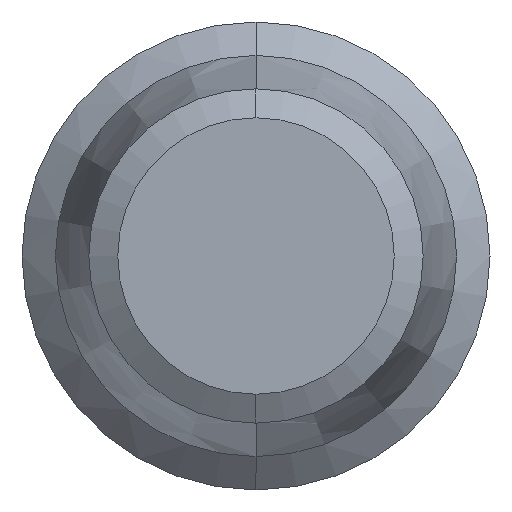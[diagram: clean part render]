
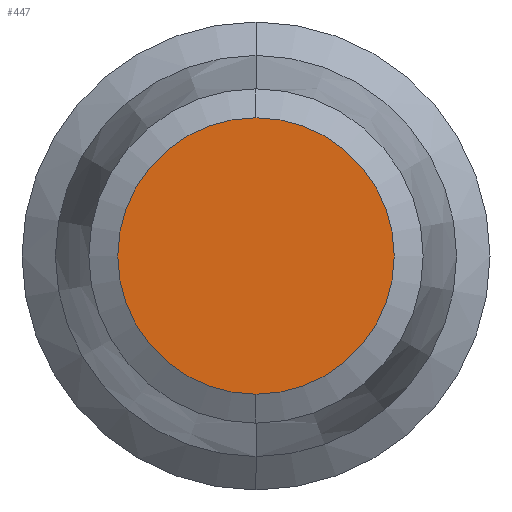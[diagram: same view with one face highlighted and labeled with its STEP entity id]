
A CAD part, front view. The second image highlights one B-rep face of the part: STEP entity #447.
In plain terms, the highlighted planar face has unit normal (0, -1, 0).
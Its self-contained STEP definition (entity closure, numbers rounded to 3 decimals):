
#11 = DIRECTION ( 'NONE',  ( 0., 1., 0. ) ) ;
#42 = AXIS2_PLACEMENT_3D ( 'NONE', #372, #203, #95 ) ;
#63 = EDGE_CURVE ( 'NONE', #146, #431, #338, .T. ) ;
#75 = FACE_OUTER_BOUND ( 'NONE', #712, .T. ) ;
#95 = DIRECTION ( 'NONE',  ( 0., 0., 1. ) ) ;
#135 = PLANE ( 'NONE',  #173 ) ;
#146 = VERTEX_POINT ( 'NONE', #460 ) ;
#169 = ORIENTED_EDGE ( 'NONE', *, *, #63, .F. ) ;
#173 = AXIS2_PLACEMENT_3D ( 'NONE', #620, #407, #234 ) ;
#189 = CARTESIAN_POINT ( 'NONE',  ( 0., -3.56, 0. ) ) ;
#203 = DIRECTION ( 'NONE',  ( 0., 1., 0. ) ) ;
#234 = DIRECTION ( 'NONE',  ( 0., 0., 1. ) ) ;
#298 = DIRECTION ( 'NONE',  ( 0., 0., 1. ) ) ;
#338 = CIRCLE ( 'NONE', #544, 0.413 ) ;
#372 = CARTESIAN_POINT ( 'NONE',  ( 0., -3.56, 0. ) ) ;
#407 = DIRECTION ( 'NONE',  ( 0., 1., 0. ) ) ;
#431 = VERTEX_POINT ( 'NONE', #617 ) ;
#434 = CIRCLE ( 'NONE', #42, 0.413 ) ;
#447 = ADVANCED_FACE ( 'NONE', ( #75 ), #135, .F. ) ;
#460 = CARTESIAN_POINT ( 'NONE',  ( 0., -3.56, 0.413 ) ) ;
#533 = EDGE_CURVE ( 'NONE', #431, #146, #434, .T. ) ;
#544 = AXIS2_PLACEMENT_3D ( 'NONE', #189, #11, #298 ) ;
#549 = ORIENTED_EDGE ( 'NONE', *, *, #533, .F. ) ;
#617 = CARTESIAN_POINT ( 'NONE',  ( 0., -3.56, -0.413 ) ) ;
#620 = CARTESIAN_POINT ( 'NONE',  ( 0.413, -3.56, 0. ) ) ;
#712 = EDGE_LOOP ( 'NONE', ( #169, #549 ) ) ;
